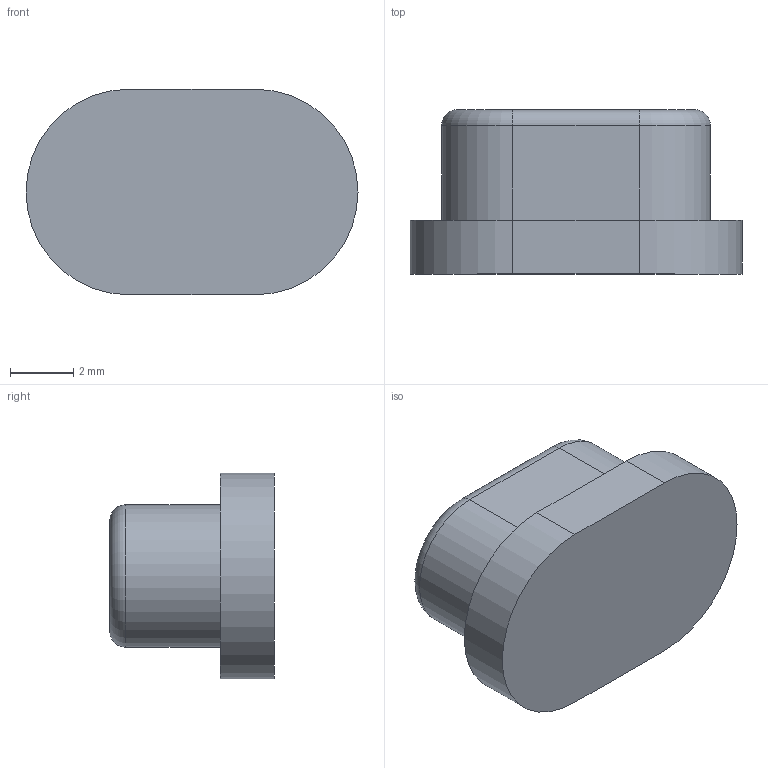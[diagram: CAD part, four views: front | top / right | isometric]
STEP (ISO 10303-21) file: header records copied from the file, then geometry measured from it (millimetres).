
FILE_DESCRIPTION (( 'STEP AP214' ), '1' );
FILE_NAME ('Start Button - Clicky.STEP', '2023-08-06T22:17:23', ( '' ), ( '' ), 'SwSTEP 2.0', 'SolidWorks 2021', '' );
FILE_SCHEMA (( 'AUTOMOTIVE_DESIGN' ));
Length unit declared in the file: millimetre
Products named in the file (1): Start Button - Clicky
Bounding box: 10.5 x 5.2 x 6.5 mm (x, y, z)
Volume: 217.7 mm3; surface area: 245.5 mm2
Topology: 1 solids, 1 shells, 82 faces, 212 edges, 140 vertices
Faces by surface type: plane 54, bspline 20, cylinder 6, torus 2
Entity records: 3428 total; most frequent: CARTESIAN_POINT 1511, ORIENTED_EDGE 424, DIRECTION 312, EDGE_CURVE 212, VECTOR 158, LINE 158, VERTEX_POINT 140, EDGE_LOOP 90
